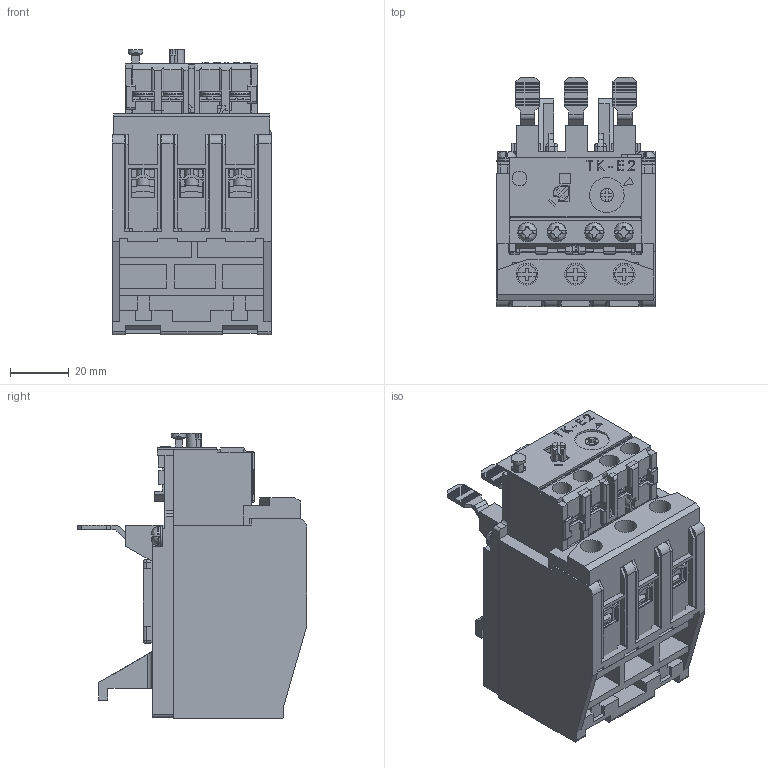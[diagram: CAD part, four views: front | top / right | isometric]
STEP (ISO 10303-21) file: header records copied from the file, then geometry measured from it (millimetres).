
FILE_DESCRIPTION (( 'STEP AP214' ), '1' );
FILE_NAME ('TK-E2-3600.step', '2016-04-18T19:13:23', ( '' ), ( '' ), 'SwSTEP 2.0', 'SolidWorks 2015', '' );
FILE_SCHEMA (( 'AUTOMOTIVE_DESIGN' ));
Length unit declared in the file: inch
Products named in the file (4): TK-E2-3600; TK-E2-COMPONENTS; TK-E2_Upper Case; TK-E2_Lower Case
Assembly tree (3 placements, depth 2):
  TK-E2-3600
    TK-E2_Lower Case
    TK-E2_Upper Case
    TK-E2-COMPONENTS
Bounding box: 54.3 x 78.06 x 97 mm (x, y, z)
Volume: 181101.8 mm3; surface area: 80777.9 mm2
Topology: 51 solids, 51 shells, 2046 faces, 5670 edges, 3719 vertices
Faces by surface type: plane 1610, cylinder 366, bspline 38, cone 32
Entity records: 93495 total; most frequent: CARTESIAN_POINT 13515, ORIENTED_EDGE 11316, DIRECTION 10331, EDGE_CURVE 5658, VECTOR 4545, LINE 4545, VERTEX_POINT 3719, AXIS2_PLACEMENT_3D 2893
